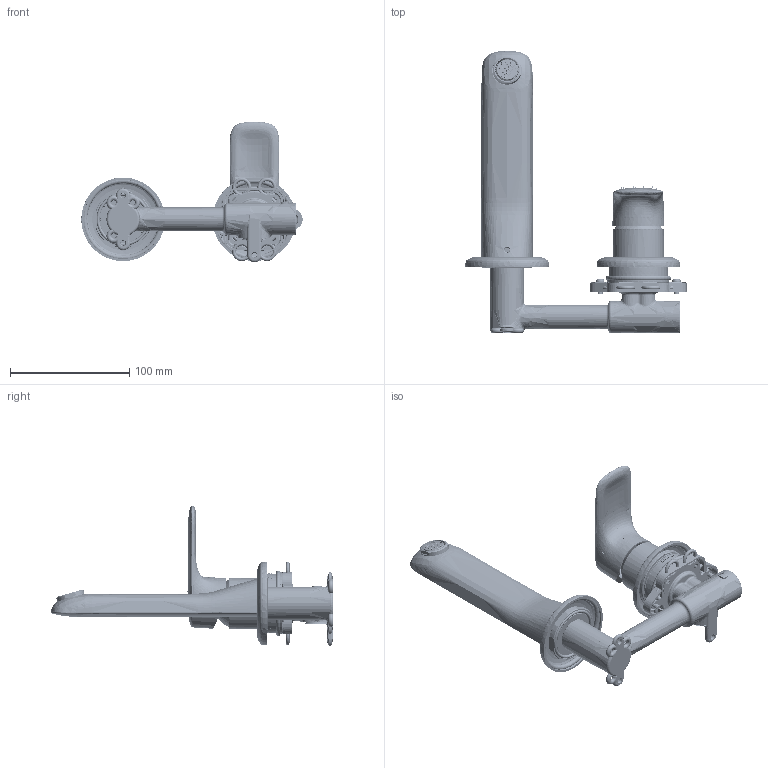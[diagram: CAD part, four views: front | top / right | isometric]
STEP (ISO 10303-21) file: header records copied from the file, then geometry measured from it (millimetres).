
FILE_DESCRIPTION((''),'2;1');
FILE_NAME('FFAS1M08_ASM','2024-09-05T13:38:54',('10114302'),(''),'CREO PARAMETRIC BY PTC INC, 2022162','CREO PARAMETRIC BY PTC INC, 2022162','');
FILE_SCHEMA(('CONFIG_CONTROL_DESIGN'));
Products named in the file (36): 4223029990; 4214179990; 158A912763; 1591276099; 158A912621-17X2_AF0; 10793231_BODEN_BOTTOM_0139330_1_AF0; 10783131_DICHTUNG__SHAPED_SEA_1; A4222432_SCHEIBE_KE_00970057_1; A4222380_SCHIEBER_S_00965547_1; A4222461_SCHIEBER_00971965_1_AF0; 10784031_DICHT_FORM_SHAPED_S-20; 10784031_DICHT_FORM_SHAPED_S-32; 10782031_DICHT_FLAC_FLAT_SEAL_1; A4222383_HUELSE_SCH_00965554_1_AF0; 408555031_HEBEL_EHM-_OHM_LEVER__AF0; 09955031_STIFT_POLY_000632793_2; A4222384_RING_GLEIT_00965556_1; 10790YR1_GEH_KART-_CARDRIDGE__1_AF0; ORING-25_AF0; 408554040_KARTUSCHE_CARTRIDGE_1_ASM; 4214119990; 4214120000; 4214160000; 4214100000; 4214150000; 4214140000; 1585001899_ASM; 158A917376; 4214139990_CUT; FF1-CN521G00000156; FF1-CN521G00000116_AF0; 15818609F4; 407761040_MOUSSEUR_MOUSSEUR_019; G-02282031; 09303031_STOPFEN_000628995; FFAS1M08_ASM
Assembly tree (39 placements, depth 3):
  FFAS1M08_ASM
    4223029990
    4214179990
    158A912763  x2
    1591276099
    158A912621-17X2_AF0
    408554040_KARTUSCHE_CARTRIDGE_1_ASM
      10793231_BODEN_BOTTOM_0139330_1_AF0
      10783131_DICHTUNG__SHAPED_SEA_1
      A4222432_SCHEIBE_KE_00970057_1
      A4222380_SCHIEBER_S_00965547_1
      A4222461_SCHIEBER_00971965_1_AF0
      10784031_DICHT_FORM_SHAPED_S-20
      10784031_DICHT_FORM_SHAPED_S-32
      10782031_DICHT_FLAC_FLAT_SEAL_1
      A4222383_HUELSE_SCH_00965554_1_AF0
      408555031_HEBEL_EHM-_OHM_LEVER__AF0
      09955031_STIFT_POLY_000632793_2
      A4222384_RING_GLEIT_00965556_1
      10790YR1_GEH_KART-_CARDRIDGE__1_AF0
      ORING-25_AF0
    4214119990
    4214120000
    4214160000
    4214100000
    4214150000
    4214140000
    1585001899_ASM
    158A917376
    4214139990_CUT
    FF1-CN521G00000156
    FF1-CN521G00000116_AF0
    15818609F4  x4
    407761040_MOUSSEUR_MOUSSEUR_019
    G-02282031
    09303031_STOPFEN_000628995
Bounding box: 185.5 x 236.48 x 117.81 mm (x, y, z)
Surface area: 247435.1 mm2 (no closed solid volume)
Topology: 0 solids, 0 shells, 7027 faces, 37354 edges, 36962 vertices
Faces by surface type: bspline 6451, torus 486, sphere 90
Entity records: 629945 total; most frequent: CARTESIAN_POINT 333808, DIRECTION 40680, DEFINITIONAL_REPRESENTATION 36212, PCURVE 36212, COMPOSITE_CURVE_SEGMENT 36212, TRIMMED_CURVE 35124, VECTOR 30878, LINE 30878
